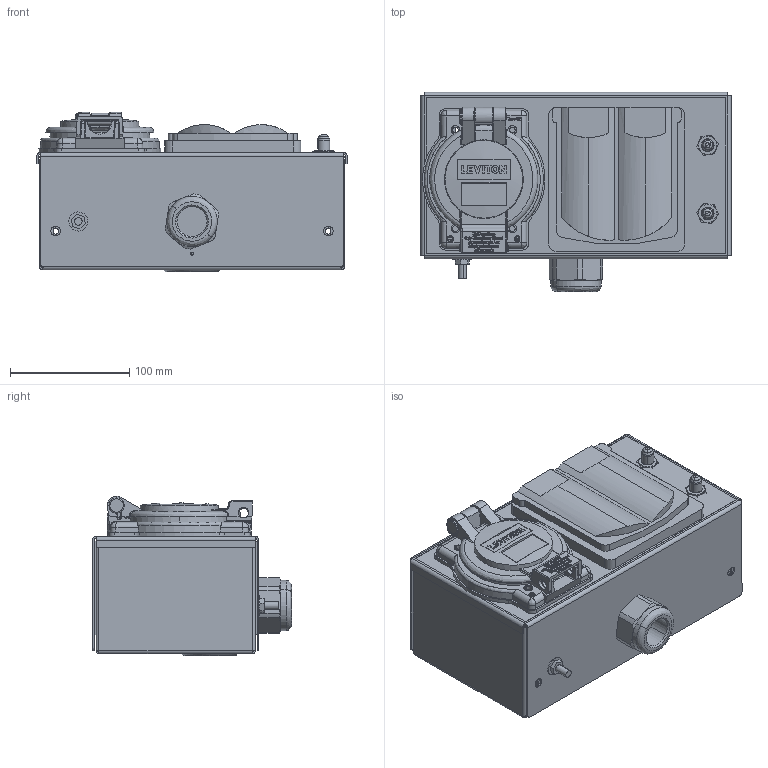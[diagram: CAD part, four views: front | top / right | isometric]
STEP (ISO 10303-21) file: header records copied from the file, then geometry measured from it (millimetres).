
FILE_DESCRIPTION (( 'STEP AP214' ), '1' );
FILE_NAME ('301511 Surfaces.STEP', '2024-03-12T18:51:53', ( '' ), ( '' ), 'SwSTEP 2.0', 'SolidWorks 2022', '' );
FILE_SCHEMA (( 'AUTOMOTIVE_DESIGN' ));
Length unit declared in the file: inch
Products named in the file (1): 301511 Surfaces
Bounding box: 260.1 x 166.88 x 133.37 mm (x, y, z)
Surface area: 364438.6 mm2 (no closed solid volume)
Topology: 0 solids, 54 shells, 772 faces, 3843 edges, 3077 vertices
Faces by surface type: plane 376, cylinder 193, bspline 146, cone 39, torus 16, sphere 2
Entity records: 53541 total; most frequent: CARTESIAN_POINT 16152, ORIENTED_EDGE 5220, DIRECTION 4533, EDGE_CURVE 3835, VERTEX_POINT 3077, VECTOR 2133, LINE 2133, AXIS2_PLACEMENT_3D 1200
